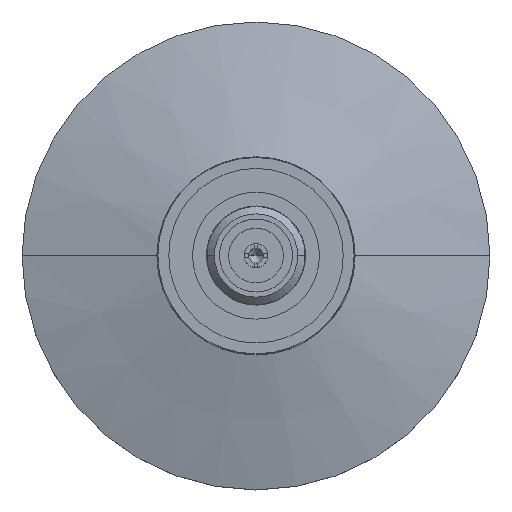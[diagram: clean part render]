
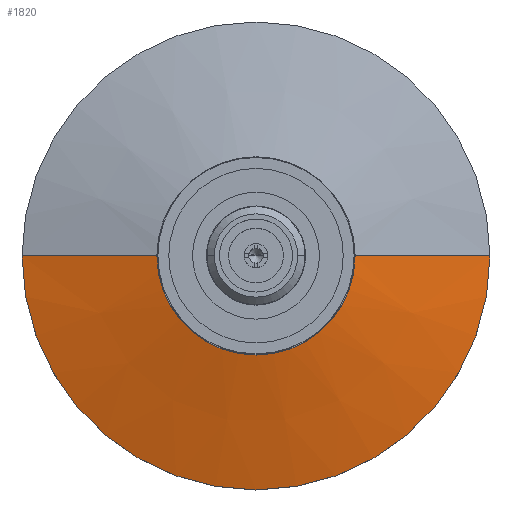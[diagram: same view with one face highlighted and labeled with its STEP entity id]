
A CAD part, top view. The second image highlights one B-rep face of the part: STEP entity #1820.
In plain terms, the highlighted conical face has half-angle 75 degrees and reference radius 4.037 mm.
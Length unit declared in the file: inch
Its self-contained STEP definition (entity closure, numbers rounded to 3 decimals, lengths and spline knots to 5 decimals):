
#460 = DIRECTION ( 'NONE',  ( -1., 0., 0. ) ) ;
#461 = DIRECTION ( 'NONE',  ( 0., 0., -1. ) ) ;
#462 = CARTESIAN_POINT ( 'NONE',  ( 0., 0., 0.1 ) ) ;
#478 = CIRCLE ( 'NONE', #482, 0.59 ) ;
#482 = AXIS2_PLACEMENT_3D ( 'NONE', #462, #461, #460 ) ;
#758 = CONICAL_SURFACE ( 'NONE', #759, 0.15895, 1.309 ) ;
#759 = AXIS2_PLACEMENT_3D ( 'NONE', #1182, #1180, #1176 ) ;
#846 = EDGE_CURVE ( 'NONE', #2620, #2881, #1956, .T. ) ;
#855 = EDGE_CURVE ( 'NONE', #2881, #2708, #2517, .T. ) ;
#857 = EDGE_CURVE ( 'NONE', #2620, #2859, #2524, .T. ) ;
#1068 = EDGE_CURVE ( 'NONE', #2708, #2859, #478, .T. ) ;
#1176 = DIRECTION ( 'NONE',  ( -1., 0., 0. ) ) ;
#1179 = FACE_OUTER_BOUND ( 'NONE', #2727, .T. ) ;
#1180 = DIRECTION ( 'NONE',  ( 0., 0., -1. ) ) ;
#1182 = CARTESIAN_POINT ( 'NONE',  ( 0., 0., 0.2155 ) ) ;
#1441 = ORIENTED_EDGE ( 'NONE', *, *, #1068, .F. ) ;
#1442 = ORIENTED_EDGE ( 'NONE', *, *, #857, .T. ) ;
#1443 = ORIENTED_EDGE ( 'NONE', *, *, #846, .F. ) ;
#1444 = ORIENTED_EDGE ( 'NONE', *, *, #855, .F. ) ;
#1820 = ADVANCED_FACE ( 'NONE', ( #1179 ), #758, .T. ) ;
#1849 = VECTOR ( 'NONE', #2511, 39.37008 ) ;
#1851 = VECTOR ( 'NONE', #2515, 39.37008 ) ;
#1925 = AXIS2_PLACEMENT_3D ( 'NONE', #2542, #2541, #2540 ) ;
#1956 = CIRCLE ( 'NONE', #1925, 0.25 ) ;
#2511 = DIRECTION ( 'NONE',  ( -0.966, 0., -0.259 ) ) ;
#2512 = CARTESIAN_POINT ( 'NONE',  ( -0.15895, 0., 0.2155 ) ) ;
#2515 = DIRECTION ( 'NONE',  ( 0.966, 0., -0.259 ) ) ;
#2516 = CARTESIAN_POINT ( 'NONE',  ( 0.15895, 0., 0.2155 ) ) ;
#2517 = LINE ( 'NONE', #2516, #1851 ) ;
#2524 = LINE ( 'NONE', #2512, #1849 ) ;
#2540 = DIRECTION ( 'NONE',  ( -1., 0., 0. ) ) ;
#2541 = DIRECTION ( 'NONE',  ( 0., 0., 1. ) ) ;
#2542 = CARTESIAN_POINT ( 'NONE',  ( 0., 0., 0.1911 ) ) ;
#2620 = VERTEX_POINT ( 'NONE', #3023 ) ;
#2708 = VERTEX_POINT ( 'NONE', #3040 ) ;
#2727 = EDGE_LOOP ( 'NONE', ( #1444, #1443, #1442, #1441 ) ) ;
#2859 = VERTEX_POINT ( 'NONE', #3076 ) ;
#2881 = VERTEX_POINT ( 'NONE', #3086 ) ;
#3023 = CARTESIAN_POINT ( 'NONE',  ( -0.25, 0., 0.1911 ) ) ;
#3040 = CARTESIAN_POINT ( 'NONE',  ( 0.59, 0., 0.1 ) ) ;
#3076 = CARTESIAN_POINT ( 'NONE',  ( -0.59, 0., 0.1 ) ) ;
#3086 = CARTESIAN_POINT ( 'NONE',  ( 0.25, 0., 0.1911 ) ) ;
